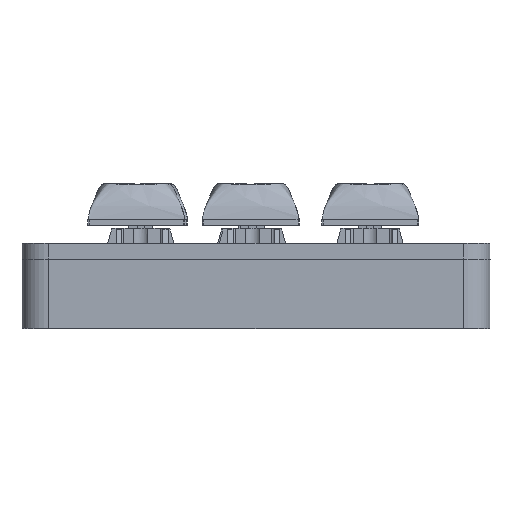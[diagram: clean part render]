
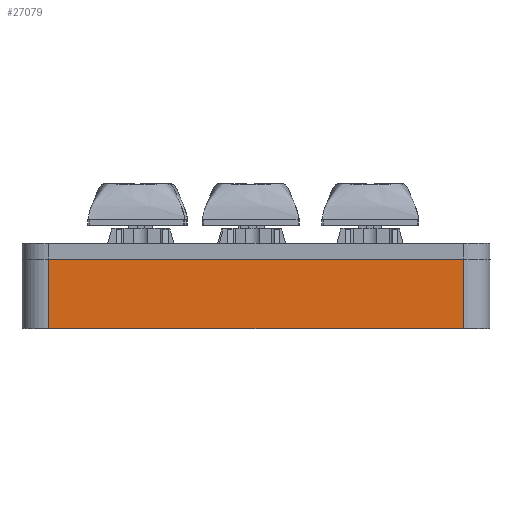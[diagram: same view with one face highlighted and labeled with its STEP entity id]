
A CAD part, front view. The second image highlights one B-rep face of the part: STEP entity #27079.
In plain terms, the highlighted planar face has unit normal (0, -1, 0.001).
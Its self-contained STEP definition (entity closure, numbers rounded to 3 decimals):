
#1850=PLANE('',#28555);
#2958=FACE_OUTER_BOUND('',#4465,.T.);
#4465=EDGE_LOOP('',(#20521,#20522,#20523,#20524));
#6008=LINE('',#37171,#8706);
#6472=LINE('',#42859,#9170);
#6476=LINE('',#42869,#9174);
#6486=LINE('',#42889,#9184);
#8706=VECTOR('',#30446,10.);
#9170=VECTOR('',#31126,10.);
#9174=VECTOR('',#31138,10.);
#9184=VECTOR('',#31154,10.);
#12094=VERTEX_POINT('',#37168);
#12095=VERTEX_POINT('',#37170);
#12711=VERTEX_POINT('',#42857);
#12712=VERTEX_POINT('',#42865);
#14686=EDGE_CURVE('',#12095,#12094,#6008,.T.);
#15607=EDGE_CURVE('',#12711,#12094,#6472,.T.);
#15612=EDGE_CURVE('',#12095,#12712,#6476,.T.);
#15623=EDGE_CURVE('',#12712,#12711,#6486,.T.);
#20521=ORIENTED_EDGE('',*,*,#15607,.F.);
#20522=ORIENTED_EDGE('',*,*,#15623,.F.);
#20523=ORIENTED_EDGE('',*,*,#15612,.F.);
#20524=ORIENTED_EDGE('',*,*,#14686,.T.);
#27079=ADVANCED_FACE('',(#2958),#1850,.T.);
#28555=AXIS2_PLACEMENT_3D('',#42946,#31218,#31219);
#30446=DIRECTION('',(1.,0.,0.));
#31126=DIRECTION('',(0.,-0.001,-1.));
#31138=DIRECTION('',(0.,0.001,1.));
#31154=DIRECTION('',(1.,0.,0.));
#31218=DIRECTION('center_axis',(0.,-1.,
0.001));
#31219=DIRECTION('ref_axis',(1.,0.,0.));
#37168=CARTESIAN_POINT('',(39.,-46.5,0.062));
#37170=CARTESIAN_POINT('',(-39.,-46.5,0.062));
#37171=CARTESIAN_POINT('',(-44.,-46.5,0.062));
#42857=CARTESIAN_POINT('',(39.,-46.483,13.062));
#42859=CARTESIAN_POINT('',(39.,-46.5,0.062));
#42865=CARTESIAN_POINT('',(-39.,-46.483,13.062));
#42869=CARTESIAN_POINT('',(-39.,-46.5,0.062));
#42889=CARTESIAN_POINT('',(-44.,-46.483,13.062));
#42946=CARTESIAN_POINT('Origin',(-44.,-46.5,0.062));
